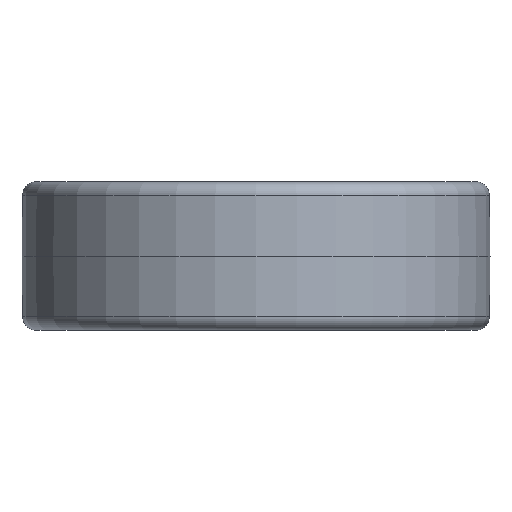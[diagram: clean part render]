
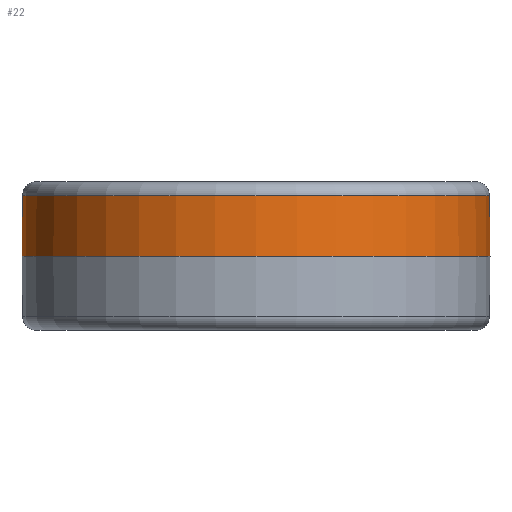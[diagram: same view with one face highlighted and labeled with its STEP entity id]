
A CAD part, front view. The second image highlights one B-rep face of the part: STEP entity #22.
In plain terms, the highlighted conical face has half-angle 0.5 degrees and reference radius 5 mm.
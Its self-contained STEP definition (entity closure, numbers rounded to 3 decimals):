
#22 = ADVANCED_FACE ( 'NONE', ( #1694 ), #2031, .T. ) ;
#32 = DIRECTION ( 'NONE',  ( 0., 0., -1. ) ) ;
#231 = VERTEX_POINT ( 'NONE', #2436 ) ;
#414 = CARTESIAN_POINT ( 'NONE',  ( -5., 0., 0. ) ) ;
#690 = LINE ( 'NONE', #1349, #1608 ) ;
#787 = CARTESIAN_POINT ( 'NONE',  ( 5., 0., 0. ) ) ;
#836 = VERTEX_POINT ( 'NONE', #1049 ) ;
#918 = DIRECTION ( 'NONE',  ( 1., 0., 0. ) ) ;
#979 = DIRECTION ( 'NONE',  ( 1., 0., 0. ) ) ;
#1008 = LINE ( 'NONE', #787, #1235 ) ;
#1049 = CARTESIAN_POINT ( 'NONE',  ( -4.989, 0., 1.29 ) ) ;
#1059 = AXIS2_PLACEMENT_3D ( 'NONE', #1395, #32, #1151 ) ;
#1140 = ORIENTED_EDGE ( 'NONE', *, *, #1362, .T. ) ;
#1151 = DIRECTION ( 'NONE',  ( -1., 0., 0. ) ) ;
#1200 = AXIS2_PLACEMENT_3D ( 'NONE', #2275, #2447, #979 ) ;
#1235 = VECTOR ( 'NONE', #2254, 1000. ) ;
#1280 = ORIENTED_EDGE ( 'NONE', *, *, #1702, .F. ) ;
#1305 = CIRCLE ( 'NONE', #1059, 4.989 ) ;
#1349 = CARTESIAN_POINT ( 'NONE',  ( -5., 0., 0. ) ) ;
#1356 = AXIS2_PLACEMENT_3D ( 'NONE', #1531, #1547, #918 ) ;
#1362 = EDGE_CURVE ( 'NONE', #2055, #2363, #2561, .T. ) ;
#1395 = CARTESIAN_POINT ( 'NONE',  ( 0., 0., 1.29 ) ) ;
#1404 = DIRECTION ( 'NONE',  ( -0.009, 0., -1. ) ) ;
#1531 = CARTESIAN_POINT ( 'NONE',  ( 0., 0., 0. ) ) ;
#1547 = DIRECTION ( 'NONE',  ( 0., 0., -1. ) ) ;
#1608 = VECTOR ( 'NONE', #1404, 1000. ) ;
#1653 = CARTESIAN_POINT ( 'NONE',  ( 5., 0., 0. ) ) ;
#1694 = FACE_OUTER_BOUND ( 'NONE', #1953, .T. ) ;
#1696 = EDGE_CURVE ( 'NONE', #231, #836, #1305, .T. ) ;
#1702 = EDGE_CURVE ( 'NONE', #231, #2363, #1008, .T. ) ;
#1706 = EDGE_CURVE ( 'NONE', #836, #2055, #690, .T. ) ;
#1738 = ORIENTED_EDGE ( 'NONE', *, *, #1696, .T. ) ;
#1953 = EDGE_LOOP ( 'NONE', ( #1738, #2067, #1140, #1280 ) ) ;
#2031 = CONICAL_SURFACE ( 'NONE', #1356, 5., 0.009 ) ;
#2055 = VERTEX_POINT ( 'NONE', #414 ) ;
#2067 = ORIENTED_EDGE ( 'NONE', *, *, #1706, .T. ) ;
#2254 = DIRECTION ( 'NONE',  ( 0.009, 0., -1. ) ) ;
#2275 = CARTESIAN_POINT ( 'NONE',  ( 0., 0., 0. ) ) ;
#2363 = VERTEX_POINT ( 'NONE', #1653 ) ;
#2436 = CARTESIAN_POINT ( 'NONE',  ( 4.989, 0., 1.29 ) ) ;
#2447 = DIRECTION ( 'NONE',  ( 0., 0., 1. ) ) ;
#2561 = CIRCLE ( 'NONE', #1200, 5. ) ;
